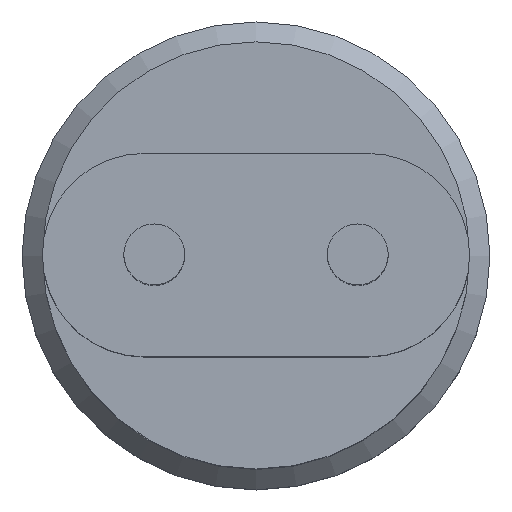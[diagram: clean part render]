
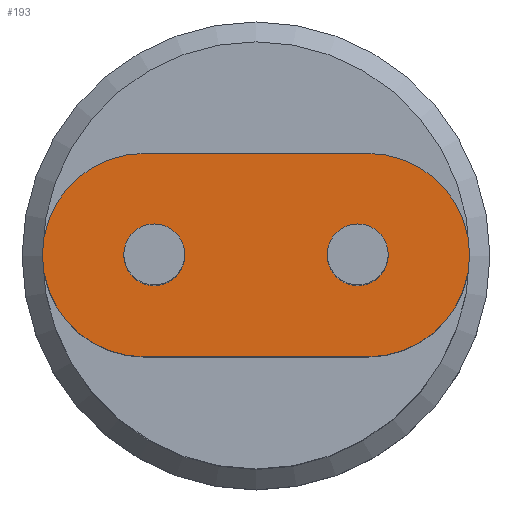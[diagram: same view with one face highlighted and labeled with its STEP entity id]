
A CAD part, top view. The second image highlights one B-rep face of the part: STEP entity #193.
In plain terms, the highlighted planar face has unit normal (0, 0, 1).
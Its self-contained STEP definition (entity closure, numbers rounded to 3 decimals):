
#143=CARTESIAN_POINT('',(-0.,0.,21.));
#144=DIRECTION('',(0.,0.,1.));
#145=DIRECTION('',(-1.,0.,0.));
#146=AXIS2_PLACEMENT_3D('',#143,#144,#145);
#147=PLANE('',#146);
#148=CARTESIAN_POINT('',(5.5,5.,21.));
#149=VERTEX_POINT('',#148);
#150=CARTESIAN_POINT('',(-5.5,5.,21.));
#151=VERTEX_POINT('',#150);
#152=CARTESIAN_POINT('',(5.5,5.,21.));
#153=DIRECTION('',(-1.,0.,0.));
#154=VECTOR('',#153,11.);
#155=LINE('',#152,#154);
#156=EDGE_CURVE('',#149,#151,#155,.T.);
#157=ORIENTED_EDGE('',*,*,#156,.T.);
#158=CARTESIAN_POINT('',(-10.5,0.,21.));
#159=VERTEX_POINT('',#158);
#160=CARTESIAN_POINT('',(-5.5,0.,21.));
#161=DIRECTION('',(0.,0.,1.));
#162=DIRECTION('',(-1.,0.,0.));
#163=AXIS2_PLACEMENT_3D('',#160,#161,#162);
#164=CIRCLE('',#163,5.);
#165=EDGE_CURVE('',#151,#159,#164,.T.);
#166=ORIENTED_EDGE('',*,*,#165,.T.);
#167=CARTESIAN_POINT('',(-5.5,-5.,21.));
#168=VERTEX_POINT('',#167);
#169=CARTESIAN_POINT('',(-5.5,0.,21.));
#170=DIRECTION('',(0.,0.,1.));
#171=DIRECTION('',(-1.,0.,0.));
#172=AXIS2_PLACEMENT_3D('',#169,#170,#171);
#173=CIRCLE('',#172,5.);
#174=EDGE_CURVE('',#159,#168,#173,.T.);
#175=ORIENTED_EDGE('',*,*,#174,.T.);
#176=CARTESIAN_POINT('',(5.5,-5.,21.));
#177=VERTEX_POINT('',#176);
#178=CARTESIAN_POINT('',(-5.5,-5.,21.));
#179=DIRECTION('',(1.,-0.,0.));
#180=VECTOR('',#179,11.);
#181=LINE('',#178,#180);
#182=EDGE_CURVE('',#168,#177,#181,.T.);
#183=ORIENTED_EDGE('',*,*,#182,.T.);
#184=CARTESIAN_POINT('',(5.5,0.,21.));
#185=DIRECTION('',(0.,0.,1.));
#186=DIRECTION('',(-1.,0.,0.));
#187=AXIS2_PLACEMENT_3D('',#184,#185,#186);
#188=CIRCLE('',#187,5.);
#189=EDGE_CURVE('',#177,#149,#188,.T.);
#190=ORIENTED_EDGE('',*,*,#189,.T.);
#191=EDGE_LOOP('',(#157,#166,#175,#183,#190));
#192=FACE_BOUND('',#191,.T.);
#193=ADVANCED_FACE('',(#192),#147,.T.);
